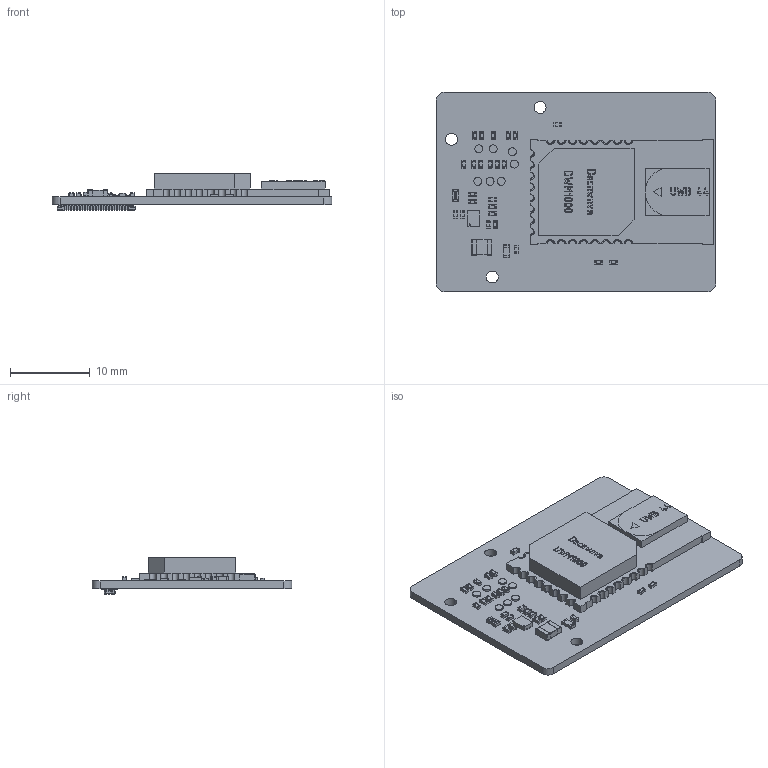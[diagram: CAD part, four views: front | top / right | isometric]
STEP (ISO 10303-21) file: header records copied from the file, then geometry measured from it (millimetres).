
FILE_DESCRIPTION(/* description */ ('PCB Design'),/* implementation_level */ '2;1');
FILE_NAME(/* name */ 'RAK13801_VB_2022_0628_1_3d',/* time_stamp */ '2022-08-25T22:22:54+08:00',/* author */ (''),/* organization */ (''),/* preprocessor_version */ 'ST-DEVELOPER v16',/* originating_system */ 'allegro_17.4S012',/* authorisation */ '');
FILE_SCHEMA (('AUTOMOTIVE_DESIGN { 1 0 10303 214 3 1 1 }'));
Products named in the file (21): RAK13801_VB_2022_0628_1_3D; BOARD_OUTLINE; COMPONENTS; UTDFN-1_5X2-6L; BTB40_2X20_4MM_M; DWM1000-LCC24; TEST_POINT; SR0603; SR0402; SL1008; SC0603; SC0402; SG-MICRO-SGM6036_[UTDFN-1_5X2-6L]; BTB40-2X20-4MM-M; DWM1000 Module; TEST-POINT-SM; User Library-Rchip; RES-SM-CHIP; INDUCTOR-CHIP-SM; CAP-SM-MLCC-0603[1608]; CAP-SM-MLCC-0402[1005]
Assembly tree (48 placements, depth 4):
  RAK13801_VB_2022_0628_1_3D
    BOARD_OUTLINE
    COMPONENTS
      UTDFN-1_5X2-6L
        SG-MICRO-SGM6036_[UTDFN-1_5X2-6L]
      BTB40_2X20_4MM_M
        BTB40-2X20-4MM-M
      DWM1000-LCC24
        DWM1000 Module
      TEST_POINT  x7
        TEST-POINT-SM
      SR0603
        User Library-Rchip
      SR0402  x18
        RES-SM-CHIP
      SL1008
        INDUCTOR-CHIP-SM
      SC0603
        CAP-SM-MLCC-0603[1608]
      SC0402  x6
        CAP-SM-MLCC-0402[1005]
Bounding box: 35 x 25 x 4.55 mm (x, y, z)
Volume: 601.2 mm3; surface area: 2814.9 mm2
Topology: 40 solids, 41 shells, 3830 faces, 9608 edges, 5796 vertices
Faces by surface type: plane 1838, cylinder 1246, bspline 386, torus 360
Full cylindrical faces by diameter (mm): 0.15 x1, 0.2 x1, 1 x7
Entity records: 94561 total; most frequent: CARTESIAN_POINT 24594, ORIENTED_EDGE 11916, DIRECTION 10416, EDGE_CURVE 5962, VECTOR 4273, LINE 4273, VERTEX_POINT 3799, AXIS2_PLACEMENT_3D 3154
